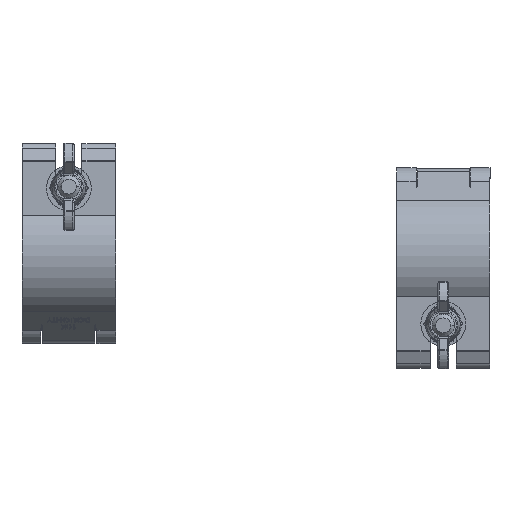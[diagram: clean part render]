
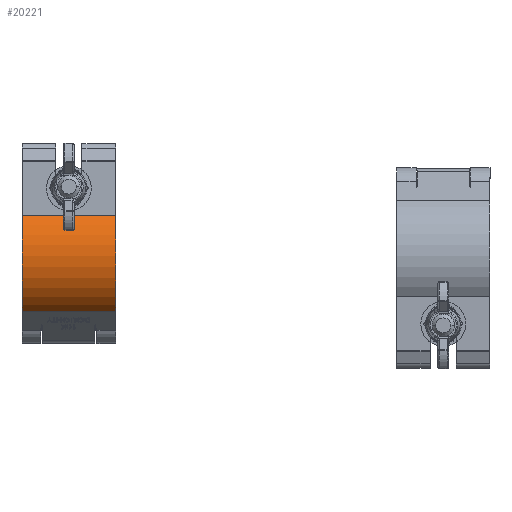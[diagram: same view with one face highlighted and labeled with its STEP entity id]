
A CAD part, left-side view. The second image highlights one B-rep face of the part: STEP entity #20221.
In plain terms, the highlighted cylindrical face has radius 35.4 mm (diameter 70.8 mm), a partial arc.
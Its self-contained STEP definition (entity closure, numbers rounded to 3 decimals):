
#412 = DIRECTION ( 'NONE',  ( -1., 0., 0. ) ) ;
#484 = CARTESIAN_POINT ( 'NONE',  ( 47., 25.18, 24.95 ) ) ;
#585 = DIRECTION ( 'NONE',  ( 0., 0., 1. ) ) ;
#605 = DIRECTION ( 'NONE',  ( 1., 0., 0. ) ) ;
#2442 = FACE_OUTER_BOUND ( 'NONE', #12418, .T. ) ;
#2512 = DIRECTION ( 'NONE',  ( 1., 0., 0. ) ) ;
#2657 = CIRCLE ( 'NONE', #8512, 35.4 ) ;
#3147 = LINE ( 'NONE', #16574, #11046 ) ;
#3779 = CARTESIAN_POINT ( 'NONE',  ( 67.5, 54.04, 24.95 ) ) ;
#3904 = DIRECTION ( 'NONE',  ( 0., 0., -1. ) ) ;
#4106 = EDGE_CURVE ( 'NONE', #4153, #15082, #3147, .T. ) ;
#4121 = CARTESIAN_POINT ( 'NONE',  ( 67.5, 54.04, 24.95 ) ) ;
#4153 = VERTEX_POINT ( 'NONE', #13326 ) ;
#6394 = CARTESIAN_POINT ( 'NONE',  ( 67.5, 54.04, -24.95 ) ) ;
#7795 = CARTESIAN_POINT ( 'NONE',  ( 16.54, 43.218, -24.95 ) ) ;
#8512 = AXIS2_PLACEMENT_3D ( 'NONE', #17487, #10691, #605 ) ;
#8910 = EDGE_CURVE ( 'NONE', #10618, #4153, #14613, .T. ) ;
#9835 = ORIENTED_EDGE ( 'NONE', *, *, #4106, .F. ) ;
#10247 = AXIS2_PLACEMENT_3D ( 'NONE', #484, #17229, #412 ) ;
#10604 = VECTOR ( 'NONE', #3904, 1000. ) ;
#10618 = VERTEX_POINT ( 'NONE', #3779 ) ;
#10691 = DIRECTION ( 'NONE',  ( 0., 0., 1. ) ) ;
#11018 = ORIENTED_EDGE ( 'NONE', *, *, #8910, .F. ) ;
#11046 = VECTOR ( 'NONE', #15073, 1000. ) ;
#11659 = AXIS2_PLACEMENT_3D ( 'NONE', #14206, #585, #2512 ) ;
#11668 = LINE ( 'NONE', #4121, #10604 ) ;
#12418 = EDGE_LOOP ( 'NONE', ( #21214, #9835, #11018, #13729 ) ) ;
#12569 = VERTEX_POINT ( 'NONE', #6394 ) ;
#13326 = CARTESIAN_POINT ( 'NONE',  ( 16.54, 43.218, 24.95 ) ) ;
#13402 = EDGE_CURVE ( 'NONE', #12569, #15082, #2657, .T. ) ;
#13729 = ORIENTED_EDGE ( 'NONE', *, *, #19716, .T. ) ;
#14206 = CARTESIAN_POINT ( 'NONE',  ( 47., 25.18, 24.95 ) ) ;
#14613 = CIRCLE ( 'NONE', #11659, 35.4 ) ;
#15073 = DIRECTION ( 'NONE',  ( 0., 0., -1. ) ) ;
#15082 = VERTEX_POINT ( 'NONE', #7795 ) ;
#16574 = CARTESIAN_POINT ( 'NONE',  ( 16.54, 43.218, 24.95 ) ) ;
#17229 = DIRECTION ( 'NONE',  ( 0., 0., -1. ) ) ;
#17487 = CARTESIAN_POINT ( 'NONE',  ( 47., 25.18, -24.95 ) ) ;
#19288 = CYLINDRICAL_SURFACE ( 'NONE', #10247, 35.4 ) ;
#19716 = EDGE_CURVE ( 'NONE', #10618, #12569, #11668, .T. ) ;
#20221 = ADVANCED_FACE ( 'NONE', ( #2442 ), #19288, .T. ) ;
#21214 = ORIENTED_EDGE ( 'NONE', *, *, #13402, .T. ) ;
